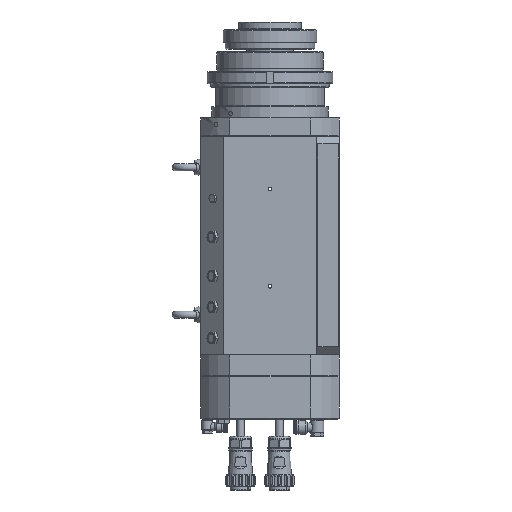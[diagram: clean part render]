
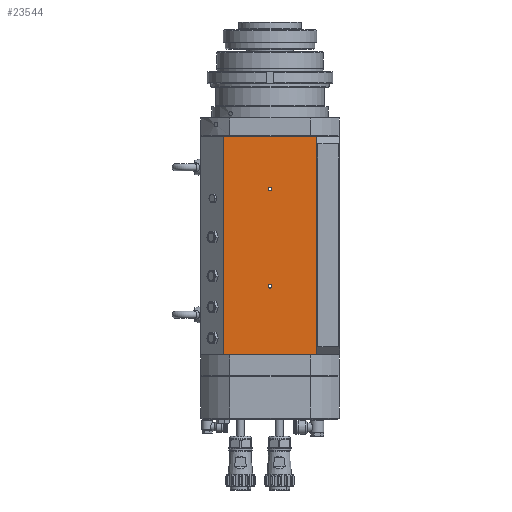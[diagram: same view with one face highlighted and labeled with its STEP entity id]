
A CAD part, left-side view. The second image highlights one B-rep face of the part: STEP entity #23544.
In plain terms, the highlighted planar face has unit normal (-1, 0, 0).
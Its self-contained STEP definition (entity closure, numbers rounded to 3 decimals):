
#328 = EDGE_LOOP ( 'NONE', ( #38727 ) ) ;
#399 = ORIENTED_EDGE ( 'NONE', *, *, #34210, .F. ) ;
#465 = EDGE_CURVE ( 'NONE', #55350, #48076, #57285, .T. ) ;
#2573 = CARTESIAN_POINT ( 'NONE',  ( -90., 60., 140.5 ) ) ;
#4132 = CIRCLE ( 'NONE', #9461, 2.5 ) ;
#4207 = CARTESIAN_POINT ( 'NONE',  ( -90., -60., -140.5 ) ) ;
#4296 = DIRECTION ( 'NONE',  ( 0., -1., 0. ) ) ;
#5616 = FACE_OUTER_BOUND ( 'NONE', #41071, .T. ) ;
#5988 = CIRCLE ( 'NONE', #36496, 2.5 ) ;
#6076 = LINE ( 'NONE', #17956, #47277 ) ;
#6856 = CARTESIAN_POINT ( 'NONE',  ( -90., 2.5, -52.5 ) ) ;
#6977 = CARTESIAN_POINT ( 'NONE',  ( -90., 2.5, 72.5 ) ) ;
#7033 = DIRECTION ( 'NONE',  ( 0., 0., -1. ) ) ;
#7624 = LINE ( 'NONE', #22889, #18440 ) ;
#8679 = DIRECTION ( 'NONE',  ( 0., -1., 0. ) ) ;
#9461 = AXIS2_PLACEMENT_3D ( 'NONE', #24174, #56241, #37690 ) ;
#11578 = EDGE_LOOP ( 'NONE', ( #36463 ) ) ;
#12537 = VERTEX_POINT ( 'NONE', #6977 ) ;
#17482 = PLANE ( 'NONE',  #23033 ) ;
#17956 = CARTESIAN_POINT ( 'NONE',  ( -90., -60., -140.5 ) ) ;
#18419 = LINE ( 'NONE', #59843, #37967 ) ;
#18440 = VECTOR ( 'NONE', #46125, 1000. ) ;
#22889 = CARTESIAN_POINT ( 'NONE',  ( -90., -60., 140.5 ) ) ;
#23033 = AXIS2_PLACEMENT_3D ( 'NONE', #32444, #30817, #49786 ) ;
#23544 = ADVANCED_FACE ( 'NONE', ( #51111, #48306, #5616 ), #17482, .F. ) ;
#23691 = EDGE_CURVE ( 'NONE', #50737, #50737, #4132, .T. ) ;
#24174 = CARTESIAN_POINT ( 'NONE',  ( -90., 0., -52.5 ) ) ;
#30300 = EDGE_CURVE ( 'NONE', #48076, #56800, #6076, .T. ) ;
#30817 = DIRECTION ( 'NONE',  ( 1., 0., 0. ) ) ;
#31444 = DIRECTION ( 'NONE',  ( 1., 0., 0. ) ) ;
#32444 = CARTESIAN_POINT ( 'NONE',  ( -90., -60., 140.5 ) ) ;
#32757 = VECTOR ( 'NONE', #7033, 1000. ) ;
#34210 = EDGE_CURVE ( 'NONE', #55350, #35069, #18419, .T. ) ;
#35069 = VERTEX_POINT ( 'NONE', #42525 ) ;
#35436 = ORIENTED_EDGE ( 'NONE', *, *, #30300, .T. ) ;
#36463 = ORIENTED_EDGE ( 'NONE', *, *, #52946, .T. ) ;
#36496 = AXIS2_PLACEMENT_3D ( 'NONE', #50397, #31444, #40990 ) ;
#37690 = DIRECTION ( 'NONE',  ( 0., 1., 0. ) ) ;
#37967 = VECTOR ( 'NONE', #4296, 1000. ) ;
#38727 = ORIENTED_EDGE ( 'NONE', *, *, #23691, .T. ) ;
#40990 = DIRECTION ( 'NONE',  ( 0., 1., 0. ) ) ;
#41071 = EDGE_LOOP ( 'NONE', ( #35436, #53710, #399, #52670 ) ) ;
#42525 = CARTESIAN_POINT ( 'NONE',  ( -90., -60., 140.5 ) ) ;
#42687 = EDGE_CURVE ( 'NONE', #35069, #56800, #7624, .T. ) ;
#46125 = DIRECTION ( 'NONE',  ( 0., 0., -1. ) ) ;
#47277 = VECTOR ( 'NONE', #8679, 1000. ) ;
#48076 = VERTEX_POINT ( 'NONE', #58476 ) ;
#48306 = FACE_BOUND ( 'NONE', #328, .T. ) ;
#49786 = DIRECTION ( 'NONE',  ( 0., 1., 0. ) ) ;
#50397 = CARTESIAN_POINT ( 'NONE',  ( -90., 0., 72.5 ) ) ;
#50737 = VERTEX_POINT ( 'NONE', #6856 ) ;
#51111 = FACE_BOUND ( 'NONE', #11578, .T. ) ;
#52670 = ORIENTED_EDGE ( 'NONE', *, *, #465, .T. ) ;
#52863 = CARTESIAN_POINT ( 'NONE',  ( -90., 60., 140.5 ) ) ;
#52946 = EDGE_CURVE ( 'NONE', #12537, #12537, #5988, .T. ) ;
#53710 = ORIENTED_EDGE ( 'NONE', *, *, #42687, .F. ) ;
#55350 = VERTEX_POINT ( 'NONE', #52863 ) ;
#56241 = DIRECTION ( 'NONE',  ( 1., 0., 0. ) ) ;
#56800 = VERTEX_POINT ( 'NONE', #4207 ) ;
#57285 = LINE ( 'NONE', #2573, #32757 ) ;
#58476 = CARTESIAN_POINT ( 'NONE',  ( -90., 60., -140.5 ) ) ;
#59843 = CARTESIAN_POINT ( 'NONE',  ( -90., -60., 140.5 ) ) ;
